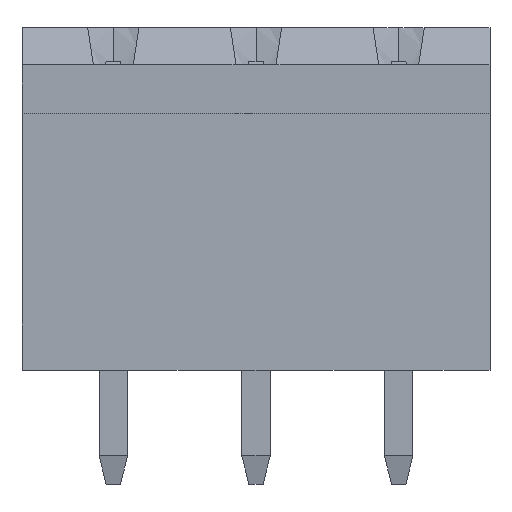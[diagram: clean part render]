
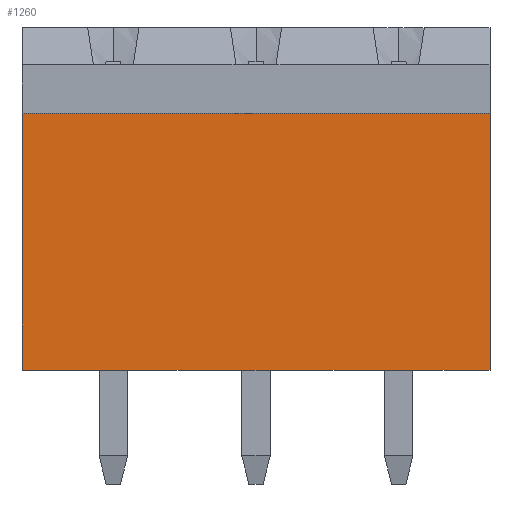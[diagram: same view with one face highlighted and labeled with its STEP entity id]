
A CAD part, front view. The second image highlights one B-rep face of the part: STEP entity #1260.
In plain terms, the highlighted planar face has unit normal (0, -1, 0).
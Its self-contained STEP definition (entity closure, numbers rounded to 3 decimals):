
#360 = VERTEX_POINT('',#361);
#361 = CARTESIAN_POINT('',(8.2,-3.95,9.19));
#367 = EDGE_CURVE('',#360,#368,#370,.T.);
#368 = VERTEX_POINT('',#369);
#369 = CARTESIAN_POINT('',(8.2,-3.95,0.19));
#370 = LINE('',#371,#372);
#371 = CARTESIAN_POINT('',(8.2,-3.95,9.19));
#372 = VECTOR('',#373,1.);
#373 = DIRECTION('',(0.,0.,-1.));
#1137 = EDGE_CURVE('',#368,#1138,#1140,.T.);
#1138 = VERTEX_POINT('',#1139);
#1139 = CARTESIAN_POINT('',(-8.2,-3.95,0.19));
#1140 = LINE('',#1141,#1142);
#1141 = CARTESIAN_POINT('',(8.2,-3.95,0.19));
#1142 = VECTOR('',#1143,1.);
#1143 = DIRECTION('',(-1.,0.,0.));
#1260 = ADVANCED_FACE('',(#1261),#1279,.F.);
#1261 = FACE_BOUND('',#1262,.T.);
#1262 = EDGE_LOOP('',(#1263,#1271,#1277,#1278));
#1263 = ORIENTED_EDGE('',*,*,#1264,.F.);
#1264 = EDGE_CURVE('',#1265,#360,#1267,.T.);
#1265 = VERTEX_POINT('',#1266);
#1266 = CARTESIAN_POINT('',(-8.2,-3.95,9.19));
#1267 = LINE('',#1268,#1269);
#1268 = CARTESIAN_POINT('',(-3.2,-3.95,9.19));
#1269 = VECTOR('',#1270,1.);
#1270 = DIRECTION('',(1.,0.,0.));
#1271 = ORIENTED_EDGE('',*,*,#1272,.T.);
#1272 = EDGE_CURVE('',#1265,#1138,#1273,.T.);
#1273 = LINE('',#1274,#1275);
#1274 = CARTESIAN_POINT('',(-8.2,-3.95,9.19));
#1275 = VECTOR('',#1276,1.);
#1276 = DIRECTION('',(0.,0.,-1.));
#1277 = ORIENTED_EDGE('',*,*,#1137,.F.);
#1278 = ORIENTED_EDGE('',*,*,#367,.F.);
#1279 = PLANE('',#1280);
#1280 = AXIS2_PLACEMENT_3D('',#1281,#1282,#1283);
#1281 = CARTESIAN_POINT('',(-12.5,-3.95,9.19));
#1282 = DIRECTION('',(0.,1.,0.));
#1283 = DIRECTION('',(0.,0.,-1.));
